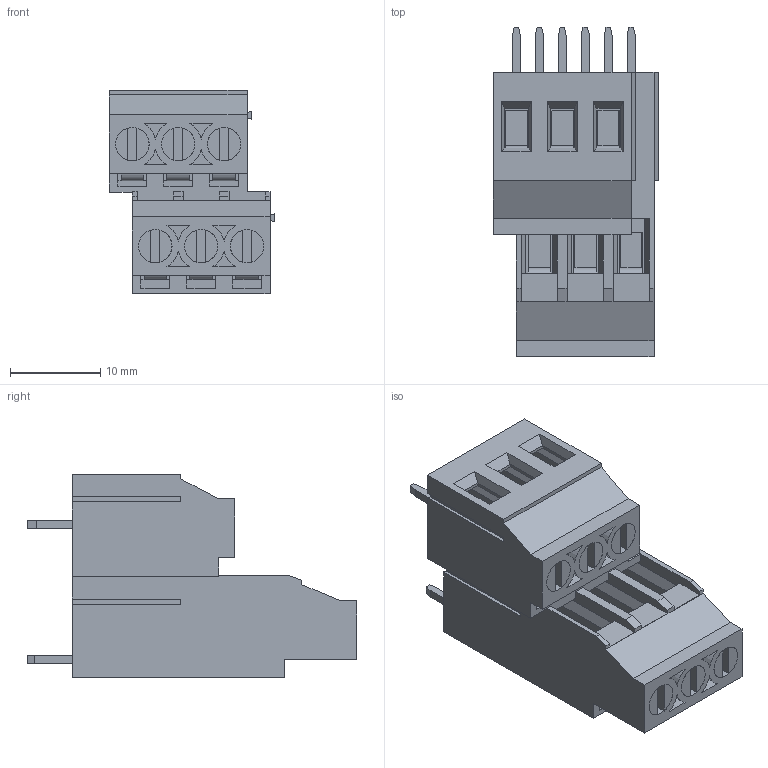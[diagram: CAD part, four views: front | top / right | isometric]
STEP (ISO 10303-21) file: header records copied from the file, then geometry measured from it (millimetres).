
FILE_DESCRIPTION(/* description */ ('Unknown'),/* implementation_level */ '2;1');
FILE_NAME(/* name */ '691233510006',/* time_stamp */ '2016-03-16T17:03:47+01:00',/* author */ ('Unknown'),/* organization */ ('Unknown'),/* preprocessor_version */ 'ST-DEVELOPER v16',/* originating_system */ 'DEX',/* authorisation */ $);
FILE_SCHEMA (('AUTOMOTIVE_DESIGN {1 0 10303 214 3 1 1}'));
Length unit declared in the file: millimetre
Products named in the file (7): 6912335100xx; 691233510006; 6912335100xx_MASS; 6912335100xx_PIN_SMALL; 6912335100xx_PIN_LONG; 6912335100xx_VIS; 691233510006_BACK
Assembly tree (20 placements, depth 2):
  6912335100xx
    691233510006
    6912335100xx_MASS  x6
    6912335100xx_PIN_SMALL  x3
    6912335100xx_PIN_LONG  x3
    6912335100xx_VIS  x6
    691233510006_BACK
Bounding box: 18.28 x 36.5 x 22.5 mm (x, y, z)
Volume: 4871.7 mm3; surface area: 10701.4 mm2
Topology: 20 solids, 20 shells, 748 faces, 2024 edges, 1324 vertices
Faces by surface type: plane 654, cylinder 94
Full cylindrical faces by diameter (mm): 1 x12, 2.497 x6, 2.5 x6, 2.9 x6, 3.7 x12
Entity records: 16540 total; most frequent: CARTESIAN_POINT 2893, ORIENTED_EDGE 2830, DIRECTION 2606, EDGE_CURVE 1415, LINE 1302, VECTOR 1302, VERTEX_POINT 939, AXIS2_PLACEMENT_3D 652
